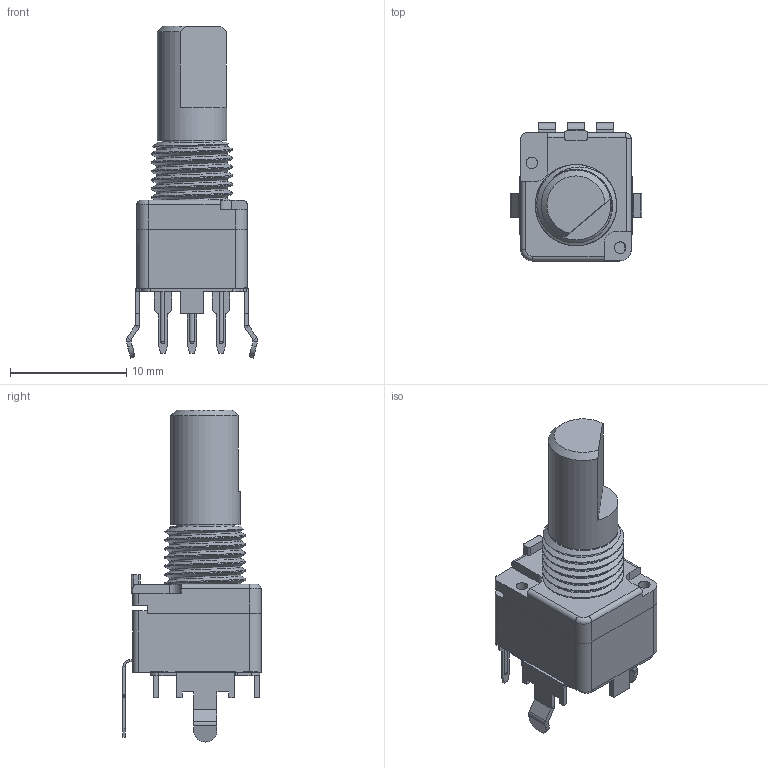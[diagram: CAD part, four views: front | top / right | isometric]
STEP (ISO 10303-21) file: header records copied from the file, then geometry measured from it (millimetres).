
FILE_DESCRIPTION(/* description */ (''),/* implementation_level */ '2;1');
FILE_NAME(/* name */ 'POT-R-0904N-L-15F.step',/* time_stamp */ '2020-07-05T12:57:19+02:00',/* author */ (''),/* organization */ (''),/* preprocessor_version */ 'ST-DEVELOPER v18.1',/* originating_system */ 'Autodesk Translation Framework v9.3.0.1241',/* authorisation */ '');
FILE_SCHEMA (('AUTOMOTIVE_DESIGN { 1 0 10303 214 3 1 1 }'));
Length unit declared in the file: millimetre
Products named in the file (1): R-0904N-L-25KC
Bounding box: 11.32 x 11.9 x 28.6 mm (x, y, z)
Volume: 1145.4 mm3; surface area: 1752.4 mm2
Topology: 7 solids, 7 shells, 273 faces, 686 edges, 437 vertices
Faces by surface type: plane 176, cylinder 78, sphere 12, bspline 4, cone 2, torus 1
Full cylindrical faces by diameter (mm): 1 x4, 5 x3, 6 x1, 7 x5
Entity records: 17668 total; most frequent: CARTESIAN_POINT 10996, ORIENTED_EDGE 1372, DIRECTION 1363, EDGE_CURVE 686, LINE 495, VECTOR 495, VERTEX_POINT 437, AXIS2_PLACEMENT_3D 434
